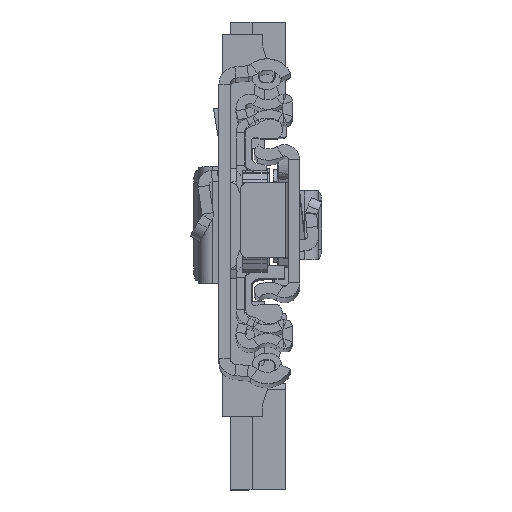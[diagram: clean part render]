
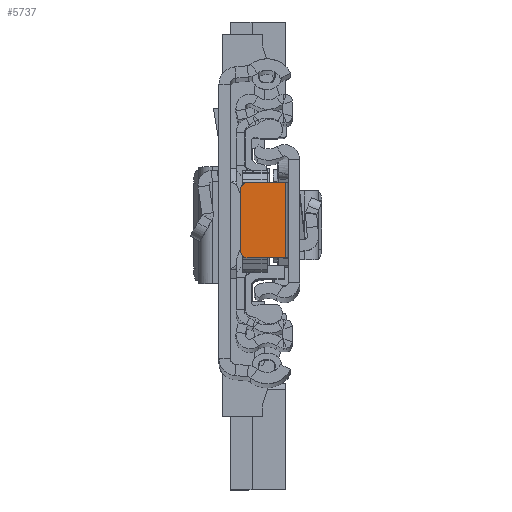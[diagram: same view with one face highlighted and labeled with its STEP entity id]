
A CAD part, top view. The second image highlights one B-rep face of the part: STEP entity #5737.
In plain terms, the highlighted planar face has unit normal (0, 0, 1).
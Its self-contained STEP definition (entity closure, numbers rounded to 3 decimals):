
#383 = DIRECTION ( 'NONE',  ( 0., -1., 0. ) ) ;
#567 = EDGE_LOOP ( 'NONE', ( #17671, #19074, #20559, #8405, #12344, #16025 ) ) ;
#578 = LINE ( 'NONE', #25231, #1864 ) ;
#744 = CARTESIAN_POINT ( 'NONE',  ( -2.3, 6.151, -6.8 ) ) ;
#754 = DIRECTION ( 'NONE',  ( 0., 0., 1. ) ) ;
#957 = DIRECTION ( 'NONE',  ( 1., 0., 0. ) ) ;
#1451 = DIRECTION ( 'NONE',  ( 0., 1., 0. ) ) ;
#1864 = VECTOR ( 'NONE', #383, 1000. ) ;
#2267 = CARTESIAN_POINT ( 'NONE',  ( -1.8, 6.151, -6.8 ) ) ;
#2599 = DIRECTION ( 'NONE',  ( 0., 0., 1. ) ) ;
#3126 = AXIS2_PLACEMENT_3D ( 'NONE', #17512, #2599, #15107 ) ;
#3529 = LINE ( 'NONE', #30735, #9389 ) ;
#4435 = LINE ( 'NONE', #19734, #34592 ) ;
#4819 = VERTEX_POINT ( 'NONE', #28745 ) ;
#5737 = ADVANCED_FACE ( 'NONE', ( #12675 ), #6715, .T. ) ;
#6070 = VERTEX_POINT ( 'NONE', #24262 ) ;
#6715 = PLANE ( 'NONE',  #15808 ) ;
#7865 = DIRECTION ( 'NONE',  ( 1., 0., 0. ) ) ;
#8344 = EDGE_CURVE ( 'NONE', #6070, #39249, #17563, .T. ) ;
#8405 = ORIENTED_EDGE ( 'NONE', *, *, #18107, .F. ) ;
#8552 = CIRCLE ( 'NONE', #9826, 1. ) ;
#9389 = VECTOR ( 'NONE', #36312, 1000. ) ;
#9826 = AXIS2_PLACEMENT_3D ( 'NONE', #33394, #29827, #36178 ) ;
#10000 = CARTESIAN_POINT ( 'NONE',  ( -9.4, 5.151, -6.8 ) ) ;
#10754 = VERTEX_POINT ( 'NONE', #10000 ) ;
#12149 = VECTOR ( 'NONE', #7865, 1000. ) ;
#12344 = ORIENTED_EDGE ( 'NONE', *, *, #8344, .F. ) ;
#12675 = FACE_OUTER_BOUND ( 'NONE', #567, .T. ) ;
#15107 = DIRECTION ( 'NONE',  ( 1., 0., 0. ) ) ;
#15808 = AXIS2_PLACEMENT_3D ( 'NONE', #21823, #754, #957 ) ;
#16025 = ORIENTED_EDGE ( 'NONE', *, *, #21365, .T. ) ;
#17512 = CARTESIAN_POINT ( 'NONE',  ( -8.4, 5.151, -6.8 ) ) ;
#17563 = LINE ( 'NONE', #2267, #12149 ) ;
#17671 = ORIENTED_EDGE ( 'NONE', *, *, #29029, .F. ) ;
#18107 = EDGE_CURVE ( 'NONE', #39249, #27043, #578, .T. ) ;
#18473 = CARTESIAN_POINT ( 'NONE',  ( -8.4, -5.849, -6.8 ) ) ;
#19074 = ORIENTED_EDGE ( 'NONE', *, *, #22574, .T. ) ;
#19677 = CIRCLE ( 'NONE', #3126, 1. ) ;
#19734 = CARTESIAN_POINT ( 'NONE',  ( -9.4, 6.151, -6.8 ) ) ;
#20559 = ORIENTED_EDGE ( 'NONE', *, *, #39158, .F. ) ;
#21365 = EDGE_CURVE ( 'NONE', #6070, #10754, #19677, .T. ) ;
#21823 = CARTESIAN_POINT ( 'NONE',  ( 0., 0., -6.8 ) ) ;
#22574 = EDGE_CURVE ( 'NONE', #4819, #26314, #8552, .T. ) ;
#24262 = CARTESIAN_POINT ( 'NONE',  ( -8.4, 6.151, -6.8 ) ) ;
#25231 = CARTESIAN_POINT ( 'NONE',  ( -2.3, 6.151, -6.8 ) ) ;
#26314 = VERTEX_POINT ( 'NONE', #18473 ) ;
#27043 = VERTEX_POINT ( 'NONE', #35615 ) ;
#28745 = CARTESIAN_POINT ( 'NONE',  ( -9.4, -4.849, -6.8 ) ) ;
#29029 = EDGE_CURVE ( 'NONE', #4819, #10754, #4435, .T. ) ;
#29827 = DIRECTION ( 'NONE',  ( 0., 0., 1. ) ) ;
#30735 = CARTESIAN_POINT ( 'NONE',  ( -9.4, -5.849, -6.8 ) ) ;
#33394 = CARTESIAN_POINT ( 'NONE',  ( -8.4, -4.849, -6.8 ) ) ;
#34592 = VECTOR ( 'NONE', #1451, 1000. ) ;
#35615 = CARTESIAN_POINT ( 'NONE',  ( -2.3, -5.849, -6.8 ) ) ;
#36178 = DIRECTION ( 'NONE',  ( 1., 0., 0. ) ) ;
#36312 = DIRECTION ( 'NONE',  ( -1., 0., 0. ) ) ;
#39158 = EDGE_CURVE ( 'NONE', #27043, #26314, #3529, .T. ) ;
#39249 = VERTEX_POINT ( 'NONE', #744 ) ;
